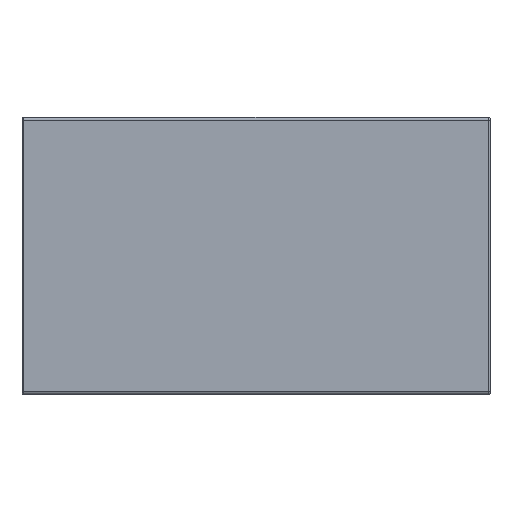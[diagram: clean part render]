
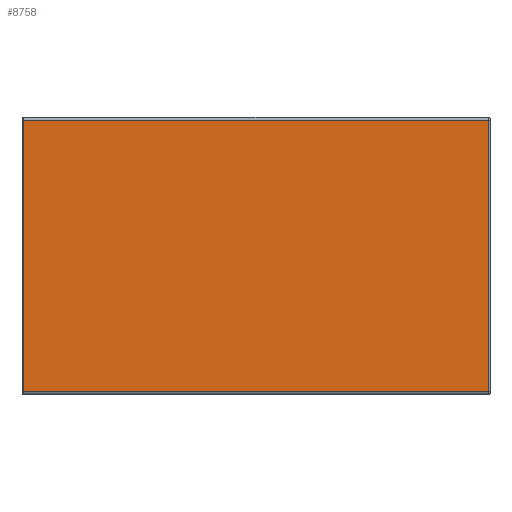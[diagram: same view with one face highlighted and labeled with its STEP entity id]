
A CAD part, top view. The second image highlights one B-rep face of the part: STEP entity #8758.
In plain terms, the highlighted planar face has unit normal (0, 0, 1).
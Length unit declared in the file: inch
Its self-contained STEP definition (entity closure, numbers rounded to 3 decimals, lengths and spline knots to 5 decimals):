
#247=PLANE('',#9391);
#416=LINE('',#17314,#1012);
#421=LINE('',#17368,#1017);
#423=LINE('',#17374,#1019);
#424=LINE('',#17375,#1020);
#1012=VECTOR('',#10584,0.3937);
#1017=VECTOR('',#10615,0.3937);
#1019=VECTOR('',#10621,0.3937);
#1020=VECTOR('',#10622,0.3937);
#1890=FACE_OUTER_BOUND('',#2496,.T.);
#2496=EDGE_LOOP('',(#6177,#6178,#6179,#6180));
#3937=VERTEX_POINT('',#17304);
#3939=VERTEX_POINT('',#17310);
#3949=VERTEX_POINT('',#17367);
#3951=VERTEX_POINT('',#17373);
#4750=EDGE_CURVE('',#3937,#3939,#416,.T.);
#4765=EDGE_CURVE('',#3949,#3939,#421,.T.);
#4768=EDGE_CURVE('',#3951,#3937,#423,.T.);
#4769=EDGE_CURVE('',#3949,#3951,#424,.T.);
#6177=ORIENTED_EDGE('',*,*,#4750,.F.);
#6178=ORIENTED_EDGE('',*,*,#4768,.F.);
#6179=ORIENTED_EDGE('',*,*,#4769,.F.);
#6180=ORIENTED_EDGE('',*,*,#4765,.T.);
#8758=ADVANCED_FACE('',(#1890),#247,.T.);
#9391=AXIS2_PLACEMENT_3D('',#17372,#10619,#10620);
#10584=DIRECTION('',(0.,-1.,0.));
#10615=DIRECTION('',(1.,0.,0.));
#10619=DIRECTION('center_axis',(0.,0.,1.));
#10620=DIRECTION('ref_axis',(-1.,0.,0.));
#10621=DIRECTION('',(1.,0.,0.));
#10622=DIRECTION('',(0.,1.,0.));
#17304=CARTESIAN_POINT('',(0.30203,0.04606,0.28));
#17310=CARTESIAN_POINT('',(0.30203,-0.30606,0.28));
#17314=CARTESIAN_POINT('',(0.30203,-0.22,0.28));
#17367=CARTESIAN_POINT('',(-0.30203,-0.30606,0.28));
#17368=CARTESIAN_POINT('',(0.276,-0.30606,0.28));
#17372=CARTESIAN_POINT('Origin',(0.0275,-0.31,0.28));
#17373=CARTESIAN_POINT('',(-0.30203,0.04606,0.28));
#17374=CARTESIAN_POINT('',(0.276,0.04606,0.28));
#17375=CARTESIAN_POINT('',(-0.30203,-0.31,0.28));
